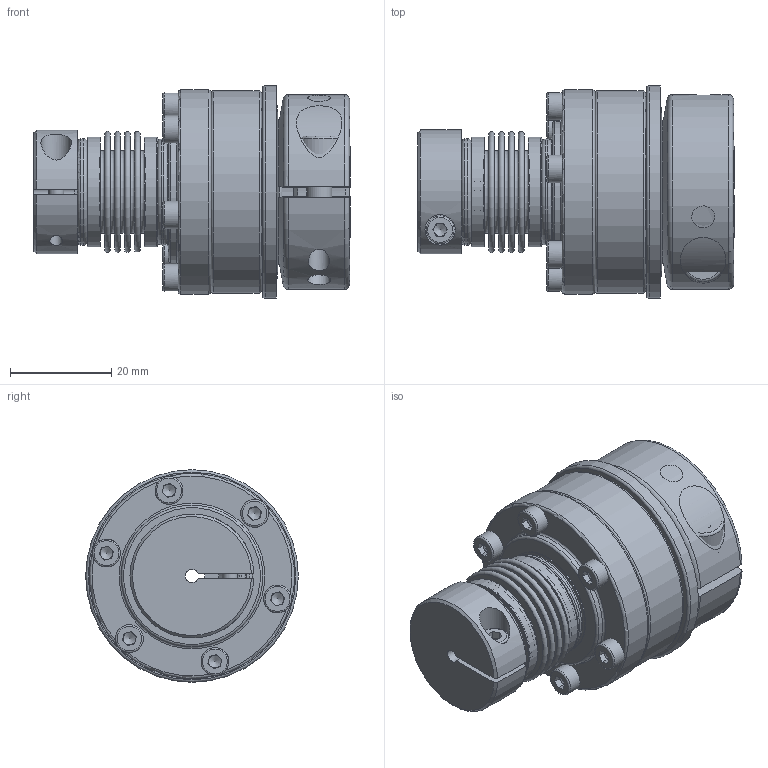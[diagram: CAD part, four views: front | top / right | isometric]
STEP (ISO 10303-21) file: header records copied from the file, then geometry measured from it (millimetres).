
FILE_DESCRIPTION(/* description */ ('Unknown','CAx-IF Rec.Pracs.---Representation and Presentation of Product Manufacturing Information (PMI)---4.0---2014-10-13','CAx-IF Rec.Pracs.---3D Tessellated Geometry---0.4---2014-09-14','2;1'),/* implementation_level */ '2;1');
FILE_NAME(/* name */ '14123433',/* time_stamp */ '2023-09-08T11:53:27+02:00',/* author */ ('Unknown'),/* organization */ ('Unknown'),/* preprocessor_version */ 'ST-DEVELOPER v18.102',/* originating_system */ 'Solid Edge',/* authorisation */ 'Unknown');
FILE_SCHEMA (('AP242_MANAGED_MODEL_BASED_3D_ENGINEERING_MIM_LF { 1 0 10303 442 1 1 4 }'));
Length unit declared in the file: millimetre
Products named in the file (1): 14123433
Bounding box: 62.5 x 42 x 42 mm (x, y, z)
Volume: 41398.2 mm3; surface area: 32635 mm2
Topology: 1 solids, 40 shells, 672 faces, 1846 edges, 1188 vertices
Faces by surface type: plane 272, cylinder 167, torus 105, cone 88, sphere 40
Full cylindrical faces by diameter (mm): 0.5 x13, 1.7 x2, 2.459 x6, 2.5 x1, 3 x7, 3.3 x1, 3.4 x7, 4 x14, 4.2 x1, 4.5 x3, 5 x2, 5.5 x8, 6 x1, 8.5 x1, 9 x1, 10.5 x1, 13 x1, 16.2 x1, 17 x3, 17.4 x2, 18.1 x2, 19 x1, 20.4 x2, 21 x2, 21.4 x2, 21.5 x2, 21.8 x2, 23 x1, 24 x1, 25 x1
Entity records: 24115 total; most frequent: CARTESIAN_POINT 4469, DIRECTION 3134, ORIENTED_EDGE 2754, AXIS2_PLACEMENT_3D 1384, EDGE_CURVE 1377, FACE_BOUND 1053, EDGE_LOOP 1029, VERTEX_POINT 1014
